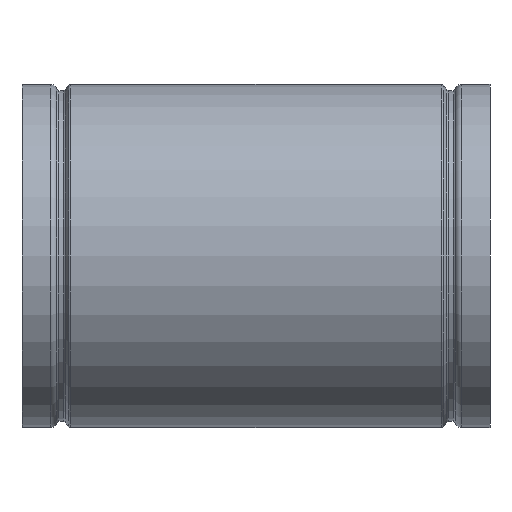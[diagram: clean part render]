
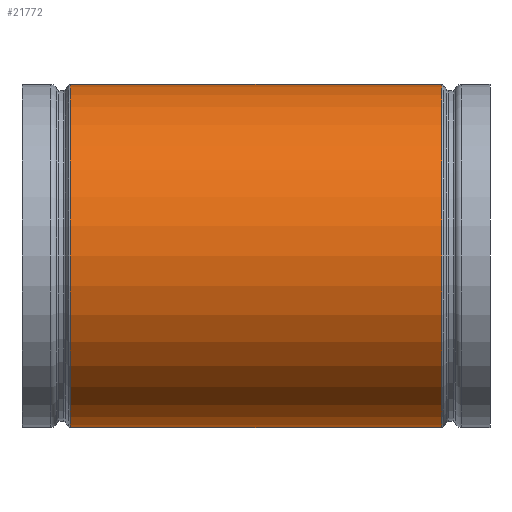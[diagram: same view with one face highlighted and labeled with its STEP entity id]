
A CAD part, front view. The second image highlights one B-rep face of the part: STEP entity #21772.
In plain terms, the highlighted cylindrical face has radius 109.537 mm (diameter 219.075 mm), a full revolution.
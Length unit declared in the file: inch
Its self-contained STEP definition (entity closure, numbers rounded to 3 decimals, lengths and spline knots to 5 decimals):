
#168 = FACE_BOUND ( 'NONE', #13443, .T. ) ;
#1211 = CARTESIAN_POINT ( 'NONE',  ( 4.24825, 4.12858, 1.32836 ) ) ;
#1964 = ORIENTED_EDGE ( 'NONE', *, *, #12153, .F. ) ;
#2219 = CARTESIAN_POINT ( 'NONE',  ( -3.41983, 3.3235, 2.78795 ) ) ;
#2423 = CARTESIAN_POINT ( 'NONE',  ( -4.24825, 4.12858, 1.32836 ) ) ;
#2457 = B_SPLINE_CURVE_WITH_KNOTS ( 'NONE', 3,
 ( #13854, #4852, #25921, #25821, #20920, #14154, #16504, #21019, #4753, #4554, #7238, #2423, #27886, #2219, #14265, #21223, #30242, #7131, #6926 ),
 .UNSPECIFIED., .F., .F.,
 ( 4, 1, 1, 1, 1, 1, 1, 1, 1, 1, 1, 1, 1, 1, 1, 1, 4 ),
 ( 0., 0.07143, 0.14286, 0.21429, 0.28571, 0.35714, 0.42857, 0.52381, 0.54762, 0.55952, 0.57143, 0.66667, 0.71429, 0.78571, 0.85714, 0.92857, 1. ),
 .UNSPECIFIED. ) ;
#2537 = CARTESIAN_POINT ( 'NONE',  ( -4.66523, 4.3125, 0. ) ) ;
#3073 = CIRCLE ( 'NONE', #21931, 4.3125 ) ;
#3276 = CARTESIAN_POINT ( 'NONE',  ( 3.41983, 3.3235, 2.78795 ) ) ;
#3556 = CARTESIAN_POINT ( 'NONE',  ( 0., 0., 4.3125 ) ) ;
#3665 = CARTESIAN_POINT ( 'NONE',  ( 4.36117, 4.23832, 0.80193 ) ) ;
#3939 = DIRECTION ( 'NONE',  ( 1., 0., 0. ) ) ;
#4121 = AXIS2_PLACEMENT_3D ( 'NONE', #6191, #3939, #20406 ) ;
#4554 = CARTESIAN_POINT ( 'NONE',  ( -4.39824, 4.27434, 0.58989 ) ) ;
#4753 = CARTESIAN_POINT ( 'NONE',  ( -4.46658, 4.34077, 0.0018 ) ) ;
#4852 = CARTESIAN_POINT ( 'NONE',  ( -0.33192, 0.32257, -4.3125 ) ) ;
#4858 = CARTESIAN_POINT ( 'NONE',  ( 4.66523, -4.3125, 0. ) ) ;
#6191 = CARTESIAN_POINT ( 'NONE',  ( -2.34823, 0., 0. ) ) ;
#6391 = FACE_OUTER_BOUND ( 'NONE', #25178, .T. ) ;
#6809 = VERTEX_POINT ( 'NONE', #7019 ) ;
#6926 = CARTESIAN_POINT ( 'NONE',  ( 0., 0., 4.3125 ) ) ;
#7019 = CARTESIAN_POINT ( 'NONE',  ( 0., 0., -4.3125 ) ) ;
#7131 = CARTESIAN_POINT ( 'NONE',  ( -0.33192, 0.32257, 4.3125 ) ) ;
#7238 = CARTESIAN_POINT ( 'NONE',  ( -4.36117, 4.23832, 0.80193 ) ) ;
#8078 = CARTESIAN_POINT ( 'NONE',  ( 0.33192, 0.32257, 4.3125 ) ) ;
#8283 = CARTESIAN_POINT ( 'NONE',  ( 1.94161, 1.88692, -3.9182 ) ) ;
#9528 = VERTEX_POINT ( 'NONE', #2537 ) ;
#11165 = CIRCLE ( 'NONE', #14833, 4.3125 ) ;
#11182 = CYLINDRICAL_SURFACE ( 'NONE', #4121, 4.3125 ) ;
#11975 = EDGE_CURVE ( 'NONE', #16171, #16171, #11165, .T. ) ;
#12053 = CARTESIAN_POINT ( 'NONE',  ( -4.66523, 0., 0. ) ) ;
#12153 = EDGE_CURVE ( 'NONE', #9528, #9528, #3073, .T. ) ;
#12366 = DIRECTION ( 'NONE',  ( 0., 1., 0. ) ) ;
#12744 = CARTESIAN_POINT ( 'NONE',  ( 2.79009, 2.71149, 3.40008 ) ) ;
#13033 = CARTESIAN_POINT ( 'NONE',  ( 4.46658, 4.34077, 0.0018 ) ) ;
#13443 = EDGE_LOOP ( 'NONE', ( #22770, #23434 ) ) ;
#13717 = DIRECTION ( 'NONE',  ( 0., -1., 0. ) ) ;
#13854 = CARTESIAN_POINT ( 'NONE',  ( 0., 0., -4.3125 ) ) ;
#14154 = CARTESIAN_POINT ( 'NONE',  ( -3.49865, 3.4001, -2.71147 ) ) ;
#14165 = FACE_OUTER_BOUND ( 'NONE', #15986, .T. ) ;
#14265 = CARTESIAN_POINT ( 'NONE',  ( -2.79009, 2.71149, 3.40008 ) ) ;
#14329 = DIRECTION ( 'NONE',  ( -1., 0., 0. ) ) ;
#14833 = AXIS2_PLACEMENT_3D ( 'NONE', #18224, #27755, #13717 ) ;
#15111 = CARTESIAN_POINT ( 'NONE',  ( 4.39962, 4.27569, -0.86559 ) ) ;
#15310 = CARTESIAN_POINT ( 'NONE',  ( 0., 0., 4.3125 ) ) ;
#15986 = EDGE_LOOP ( 'NONE', ( #1964 ) ) ;
#16171 = VERTEX_POINT ( 'NONE', #4858 ) ;
#16504 = CARTESIAN_POINT ( 'NONE',  ( -4.0317, 3.91813, -1.88689 ) ) ;
#16796 = ORIENTED_EDGE ( 'NONE', *, *, #11975, .F. ) ;
#17663 = CARTESIAN_POINT ( 'NONE',  ( 4.39824, 4.27434, 0.58989 ) ) ;
#18224 = CARTESIAN_POINT ( 'NONE',  ( 4.66523, 0., 0. ) ) ;
#19724 = CARTESIAN_POINT ( 'NONE',  ( 3.49865, 3.4001, -2.71147 ) ) ;
#19917 = CARTESIAN_POINT ( 'NONE',  ( 1.94157, 1.88688, 3.91817 ) ) ;
#20018 = CARTESIAN_POINT ( 'NONE',  ( 2.79004, 2.71145, -3.40007 ) ) ;
#20127 = CARTESIAN_POINT ( 'NONE',  ( 4.0317, 3.91813, -1.88689 ) ) ;
#20406 = DIRECTION ( 'NONE',  ( 0., -1., 0. ) ) ;
#20920 = CARTESIAN_POINT ( 'NONE',  ( -2.79004, 2.71145, -3.40007 ) ) ;
#21019 = CARTESIAN_POINT ( 'NONE',  ( -4.39962, 4.27569, -0.86559 ) ) ;
#21223 = CARTESIAN_POINT ( 'NONE',  ( -1.94157, 1.88688, 3.91817 ) ) ;
#21772 = ADVANCED_FACE ( 'NONE', ( #6391, #168, #14165 ), #11182, .T. ) ;
#21931 = AXIS2_PLACEMENT_3D ( 'NONE', #12053, #14329, #12366 ) ;
#22091 = VERTEX_POINT ( 'NONE', #3556 ) ;
#22281 = CARTESIAN_POINT ( 'NONE',  ( 0.99577, 0.96772, 4.23983 ) ) ;
#22378 = CARTESIAN_POINT ( 'NONE',  ( 3.98243, 3.87025, 1.98615 ) ) ;
#22481 = CARTESIAN_POINT ( 'NONE',  ( 0., 0., -4.3125 ) ) ;
#22770 = ORIENTED_EDGE ( 'NONE', *, *, #23362, .F. ) ;
#23362 = EDGE_CURVE ( 'NONE', #6809, #22091, #2457, .T. ) ;
#23434 = ORIENTED_EDGE ( 'NONE', *, *, #26045, .F. ) ;
#24729 = CARTESIAN_POINT ( 'NONE',  ( 0.99575, 0.9677, -4.23982 ) ) ;
#25178 = EDGE_LOOP ( 'NONE', ( #16796 ) ) ;
#25262 = B_SPLINE_CURVE_WITH_KNOTS ( 'NONE', 3,
 ( #15310, #8078, #22281, #19917, #12744, #3276, #22378, #1211, #3665, #17663, #13033, #15111, #20127, #19724, #20018, #8283, #24729, #29462, #22481 ),
 .UNSPECIFIED., .F., .F.,
 ( 4, 1, 1, 1, 1, 1, 1, 1, 1, 1, 1, 1, 1, 1, 1, 1, 4 ),
 ( 0., 0.07143, 0.14286, 0.21429, 0.28571, 0.33333, 0.42857, 0.44048, 0.45238, 0.47619, 0.57143, 0.64286, 0.71429, 0.78571, 0.85714, 0.92857, 1. ),
 .UNSPECIFIED. ) ;
#25821 = CARTESIAN_POINT ( 'NONE',  ( -1.94161, 1.88692, -3.9182 ) ) ;
#25921 = CARTESIAN_POINT ( 'NONE',  ( -0.99575, 0.9677, -4.23982 ) ) ;
#26045 = EDGE_CURVE ( 'NONE', #22091, #6809, #25262, .T. ) ;
#27755 = DIRECTION ( 'NONE',  ( 1., 0., 0. ) ) ;
#27886 = CARTESIAN_POINT ( 'NONE',  ( -3.98243, 3.87025, 1.98615 ) ) ;
#29462 = CARTESIAN_POINT ( 'NONE',  ( 0.33192, 0.32257, -4.3125 ) ) ;
#30242 = CARTESIAN_POINT ( 'NONE',  ( -0.99577, 0.96772, 4.23983 ) ) ;
